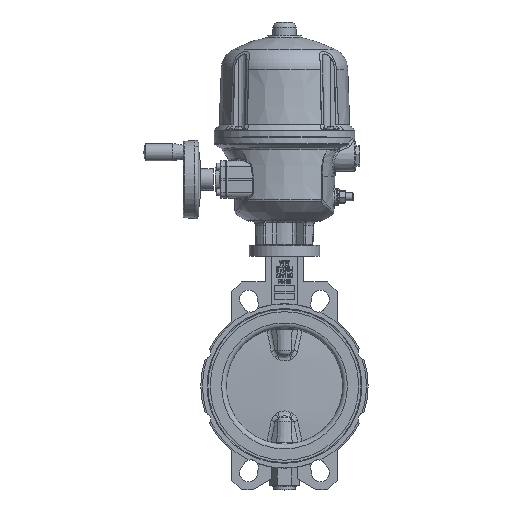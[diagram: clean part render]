
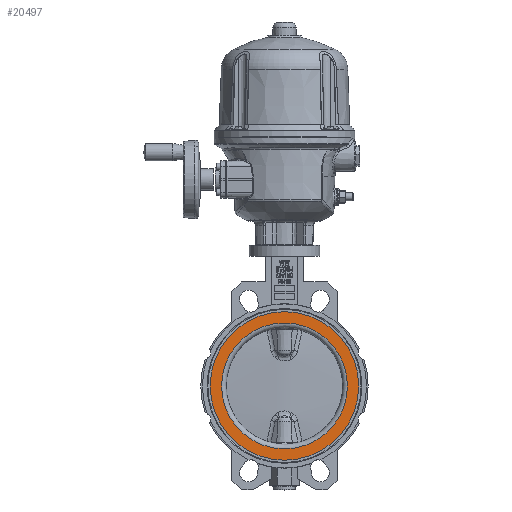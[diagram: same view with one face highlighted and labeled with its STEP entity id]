
A CAD part, top view. The second image highlights one B-rep face of the part: STEP entity #20497.
In plain terms, the highlighted planar face has unit normal (0, 0, 1).
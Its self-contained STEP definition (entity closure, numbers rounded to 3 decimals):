
#201=FACE_BOUND('',#5797,.T.);
#294=PLANE('',#21872);
#4608=FACE_OUTER_BOUND('',#5796,.T.);
#5796=EDGE_LOOP('',(#14859));
#5797=EDGE_LOOP('',(#14860));
#7928=CIRCLE('',#21735,80.5);
#7929=CIRCLE('',#21737,95.);
#8970=VERTEX_POINT('',#29476);
#8971=VERTEX_POINT('',#29480);
#11094=EDGE_CURVE('',#8970,#8970,#7928,.T.);
#11095=EDGE_CURVE('',#8971,#8971,#7929,.T.);
#14859=ORIENTED_EDGE('',*,*,#11095,.T.);
#14860=ORIENTED_EDGE('',*,*,#11094,.F.);
#20497=ADVANCED_FACE('',(#4608,#201),#294,.F.);
#21735=AXIS2_PLACEMENT_3D('',#29478,#23748,#23749);
#21737=AXIS2_PLACEMENT_3D('',#29481,#23752,#23753);
#21872=AXIS2_PLACEMENT_3D('',#31203,#24257,#24258);
#23748=DIRECTION('center_axis',(0.,0.,1.));
#23749=DIRECTION('ref_axis',(1.,0.,0.));
#23752=DIRECTION('center_axis',(0.,0.,1.));
#23753=DIRECTION('ref_axis',(1.,0.,0.));
#24257=DIRECTION('center_axis',(0.,0.,-1.));
#24258=DIRECTION('ref_axis',(-1.,0.,0.));
#29476=CARTESIAN_POINT('',(-80.5,0.,29.));
#29478=CARTESIAN_POINT('Origin',(0.,0.,29.));
#29480=CARTESIAN_POINT('',(-95.,0.,29.));
#29481=CARTESIAN_POINT('Origin',(0.,0.,29.));
#31203=CARTESIAN_POINT('Origin',(0.,80.5,29.));
